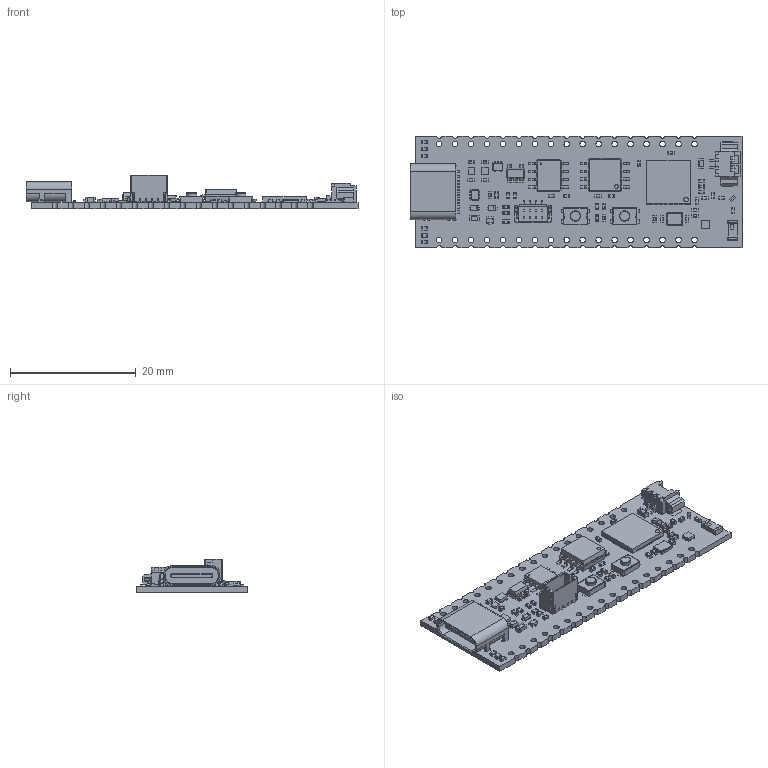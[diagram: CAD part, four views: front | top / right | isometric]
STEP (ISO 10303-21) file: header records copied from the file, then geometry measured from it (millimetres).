
FILE_DESCRIPTION(('KiCad electronic assembly'),'2;1');
FILE_NAME('ProS3.STEP','2023-08-02T16:54:50',('Pcbnew'),('Kicad'), 'Open CASCADE STEP processor 7.6','KiCad to STEP converter','Unknown' );
FILE_SCHEMA(('AUTOMOTIVE_DESIGN { 1 0 10303 214 1 1 1 1 }'));
Length unit declared in the file: millimetre
Products named in the file (44): ProS3 1; PICOBLADE Col v3; COMPOUND; C_0402_1005Metric; SOLID; 2450AT18B100E--3DModel-STEP-269445; R_0402_1005Metric; SOT-665; SOT-723; NCP170AMX170TCG; C_0603_1608Metric; L_0402_1005Metric; ESP32_S2--3DModel-STEP-1; BTN_KMR2_4.6X2.8_HAND; SOT-23-5; Crystal_SMD_3225-4Pin_3.2x2.5mm_HandSoldering; D_SOD-523; LED_0402_1005Metric; SOT-666; APA102 2020 LED; SSOP-8_3.9x5.05mm_P1.27mm; HIRO-USB-C Fixed Position; SOIC-8_5.275x5.275mm_P1.27mm; JST_SH_4pin_Vert; ProS3_STEP_MAKER PCB
Assembly tree (84 placements, depth 3):
  ProS3 1
    PICOBLADE Col v3
      COMPOUND
    C_0402_1005Metric  x22
      SOLID
    2450AT18B100E--3DModel-STEP-269445
      COMPOUND
    R_0402_1005Metric  x14
      SOLID
    SOT-665
      SOLID
    SOT-723
      COMPOUND
    NCP170AMX170TCG  x2
      COMPOUND
    C_0603_1608Metric  x2
      SOLID
    L_0402_1005Metric  x3
      SOLID
    ESP32_S2--3DModel-STEP-1
      COMPOUND
    BTN_KMR2_4.6X2.8_HAND  x2
      COMPOUND
    SOT-23-5
      SOLID
    Crystal_SMD_3225-4Pin_3.2x2.5mm_HandSoldering
      SOLID
    D_SOD-523  x2
      SOLID
    LED_0402_1005Metric  x2
      SOLID
    SOT-666
      SOLID
    APA102 2020 LED
      COMPOUND
    SSOP-8_3.9x5.05mm_P1.27mm
      SOLID
    HIRO-USB-C Fixed Position
      COMPOUND
    SOIC-8_5.275x5.275mm_P1.27mm
      SOLID
    JST_SH_4pin_Vert
      COMPOUND
    ProS3_STEP_MAKER PCB
Bounding box: 52.85 x 17.78 x 5.38 mm (x, y, z)
Volume: 1217.7 mm3; surface area: 3635.3 mm2
Topology: 182 solids, 182 shells, 4077 faces, 10477 edges, 6830 vertices
Faces by surface type: plane 2574, cylinder 930, bspline 561, cone 10, torus 2
Full cylindrical faces by diameter (mm): 0.2 x1, 0.5 x2, 0.6 x1, 0.75 x2, 0.9 x34, 1.665 x4
Entity records: 187232 total; most frequent: CARTESIAN_POINT 40769, DIRECTION 23642, LINE 16212, VECTOR 16212, ORIENTED_EDGE 14570, PCURVE 14570, DEFINITIONAL_REPRESENTATION 14570, EDGE_CURVE 7285
